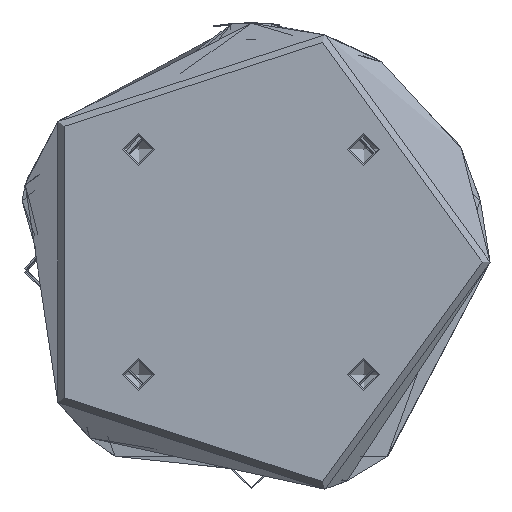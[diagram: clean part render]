
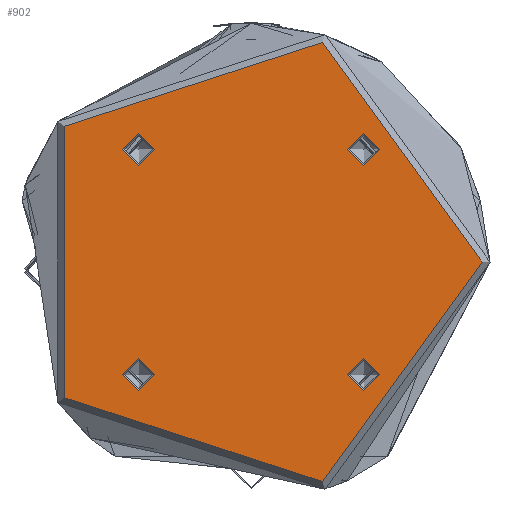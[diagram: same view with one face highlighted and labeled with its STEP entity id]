
A CAD part, front view. The second image highlights one B-rep face of the part: STEP entity #902.
In plain terms, the highlighted face is planar.
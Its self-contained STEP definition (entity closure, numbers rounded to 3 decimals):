
#19 = DIRECTION ( 'NONE',  ( -1., 0., 0. ) ) ;
#191 = AXIS2_PLACEMENT_3D ( 'NONE', #839, #3788, #1255 ) ;
#196 = CARTESIAN_POINT ( 'NONE',  ( 0., 0., 0. ) ) ;
#216 = ORIENTED_EDGE ( 'NONE', *, *, #5165, .F. ) ;
#229 = CARTESIAN_POINT ( 'NONE',  ( 40.38, 35.355, 0. ) ) ;
#303 = EDGE_CURVE ( 'NONE', #976, #976, #4638, .T. ) ;
#377 = ORIENTED_EDGE ( 'NONE', *, *, #872, .F. ) ;
#614 = DIRECTION ( 'NONE',  ( 1., 0., 0. ) ) ;
#630 = EDGE_LOOP ( 'NONE', ( #377 ) ) ;
#691 = AXIS2_PLACEMENT_3D ( 'NONE', #4051, #1515, #4502 ) ;
#839 = CARTESIAN_POINT ( 'NONE',  ( 35.355, -35.355, 0. ) ) ;
#852 = CARTESIAN_POINT ( 'NONE',  ( -35.355, 35.355, 0. ) ) ;
#872 = EDGE_CURVE ( 'NONE', #1430, #1430, #4519, .T. ) ;
#902 = ADVANCED_FACE ( 'NONE', ( #4530, #4669, #4583, #4447, #4440 ), #5104, .F. ) ;
#976 = VERTEX_POINT ( 'NONE', #2697 ) ;
#1003 = ORIENTED_EDGE ( 'NONE', *, *, #4388, .T. ) ;
#1245 = VERTEX_POINT ( 'NONE', #4461 ) ;
#1255 = DIRECTION ( 'NONE',  ( 1., 0., 0. ) ) ;
#1277 = DIRECTION ( 'NONE',  ( 1., 0., 0. ) ) ;
#1311 = AXIS2_PLACEMENT_3D ( 'NONE', #196, #3149, #614 ) ;
#1400 = ORIENTED_EDGE ( 'NONE', *, *, #3420, .F. ) ;
#1430 = VERTEX_POINT ( 'NONE', #3142 ) ;
#1515 = DIRECTION ( 'NONE',  ( 0., 0., 1. ) ) ;
#1819 = VERTEX_POINT ( 'NONE', #3582 ) ;
#1891 = CARTESIAN_POINT ( 'NONE',  ( 35.355, 35.355, 0. ) ) ;
#1950 = VERTEX_POINT ( 'NONE', #229 ) ;
#2040 = CIRCLE ( 'NONE', #1311, 72.5 ) ;
#2328 = DIRECTION ( 'NONE',  ( 1., 0., 0. ) ) ;
#2426 = EDGE_LOOP ( 'NONE', ( #1003 ) ) ;
#2509 = DIRECTION ( 'NONE',  ( 0., 0., -1. ) ) ;
#2630 = EDGE_LOOP ( 'NONE', ( #1400 ) ) ;
#2697 = CARTESIAN_POINT ( 'NONE',  ( -30.33, -35.355, 0. ) ) ;
#3035 = EDGE_LOOP ( 'NONE', ( #216 ) ) ;
#3142 = CARTESIAN_POINT ( 'NONE',  ( 40.38, -35.355, 0. ) ) ;
#3149 = DIRECTION ( 'NONE',  ( 0., 0., 1. ) ) ;
#3420 = EDGE_CURVE ( 'NONE', #1819, #1819, #4914, .T. ) ;
#3582 = CARTESIAN_POINT ( 'NONE',  ( -30.33, 35.355, 0. ) ) ;
#3788 = DIRECTION ( 'NONE',  ( 0., 0., 1. ) ) ;
#3801 = DIRECTION ( 'NONE',  ( 0., 0., 1. ) ) ;
#3916 = ORIENTED_EDGE ( 'NONE', *, *, #303, .F. ) ;
#4051 = CARTESIAN_POINT ( 'NONE',  ( -35.355, -35.355, 0. ) ) ;
#4300 = CIRCLE ( 'NONE', #5281, 5.025 ) ;
#4388 = EDGE_CURVE ( 'NONE', #1245, #1245, #2040, .T. ) ;
#4440 = FACE_OUTER_BOUND ( 'NONE', #2426, .T. ) ;
#4447 = FACE_BOUND ( 'NONE', #4533, .T. ) ;
#4461 = CARTESIAN_POINT ( 'NONE',  ( 72.5, 0., 0. ) ) ;
#4466 = AXIS2_PLACEMENT_3D ( 'NONE', #4665, #2509, #19 ) ;
#4502 = DIRECTION ( 'NONE',  ( 1., 0., 0. ) ) ;
#4519 = CIRCLE ( 'NONE', #191, 5.025 ) ;
#4530 = FACE_BOUND ( 'NONE', #2630, .T. ) ;
#4533 = EDGE_LOOP ( 'NONE', ( #3916 ) ) ;
#4583 = FACE_BOUND ( 'NONE', #630, .T. ) ;
#4638 = CIRCLE ( 'NONE', #691, 5.025 ) ;
#4665 = CARTESIAN_POINT ( 'NONE',  ( 0., 0., 0. ) ) ;
#4669 = FACE_BOUND ( 'NONE', #3035, .T. ) ;
#4894 = DIRECTION ( 'NONE',  ( 0., 0., 1. ) ) ;
#4914 = CIRCLE ( 'NONE', #5457, 5.025 ) ;
#5104 = PLANE ( 'NONE',  #4466 ) ;
#5165 = EDGE_CURVE ( 'NONE', #1950, #1950, #4300, .T. ) ;
#5281 = AXIS2_PLACEMENT_3D ( 'NONE', #1891, #4894, #2328 ) ;
#5457 = AXIS2_PLACEMENT_3D ( 'NONE', #852, #3801, #1277 ) ;
